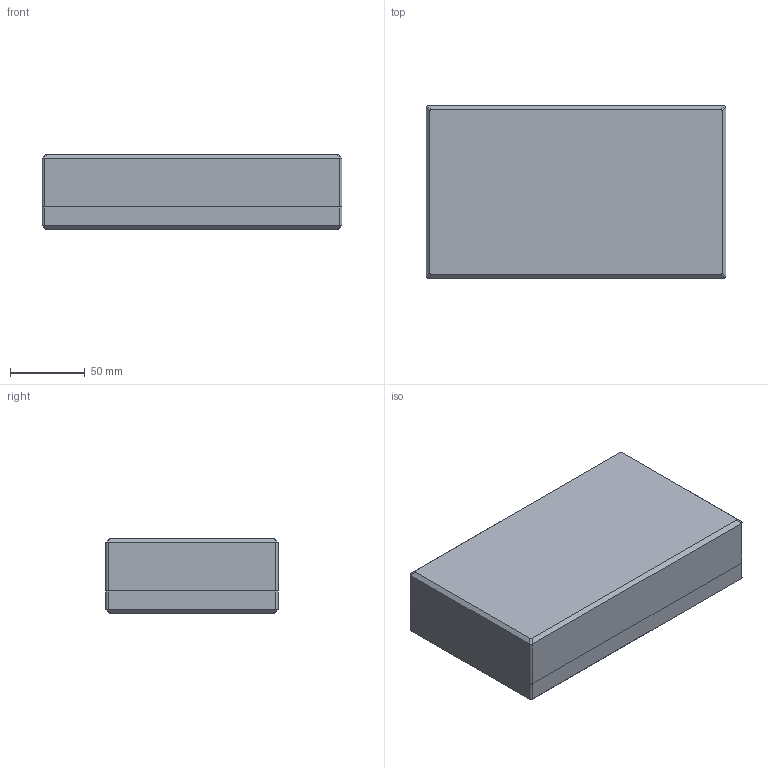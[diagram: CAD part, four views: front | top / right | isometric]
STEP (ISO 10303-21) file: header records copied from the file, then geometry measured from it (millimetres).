
FILE_DESCRIPTION(/* description */ (''),/* implementation_level */ '2;1');
FILE_NAME(/* name */ '2301100310-Alpha-Box 201150.stp',/* time_stamp */ '2017-02-16T15:57:37+01:00',/* author */ ('robin.rentz'),/* organization */ (''),/* preprocessor_version */ 'ST-DEVELOPER v16.5',/* originating_system */ 'Autodesk Inventor 2017',/* authorisation */ '');
FILE_SCHEMA (('AUTOMOTIVE_DESIGN { 1 0 10303 214 3 1 1 }'));
Length unit declared in the file: millimetre
Products named in the file (5): 2301100310-Alpha-Box 201150; 2301100312-UT-MB_201115; xxx-O-Ring_Alpha-Box_201150; 2301100311-Deckel-MB_201135; ISO 7049 - ST2,9 x 19 - C - H
Assembly tree (7 placements, depth 2):
  2301100310-Alpha-Box 201150
    2301100312-UT-MB_201115
    xxx-O-Ring_Alpha-Box_201150
    2301100311-Deckel-MB_201135
    ISO 7049 - ST2,9 x 19 - C - H  x4
Bounding box: 200 x 115 x 50 mm (x, y, z)
Volume: 228093.8 mm3; surface area: 165400.8 mm2
Topology: 7 solids, 7 shells, 609 faces, 1594 edges, 1020 vertices
Faces by surface type: plane 251, cylinder 242, torus 64, cone 48, sphere 4
Full cylindrical faces by diameter (mm): 2.3 x2, 2.5 x10, 2.6 x4, 2.9 x4, 4.3 x4, 6 x10
Entity records: 16369 total; most frequent: DIRECTION 3010, CARTESIAN_POINT 2827, ORIENTED_EDGE 2680, EDGE_CURVE 1340, AXIS2_PLACEMENT_3D 1139, VERTEX_POINT 876, LINE 732, VECTOR 732
